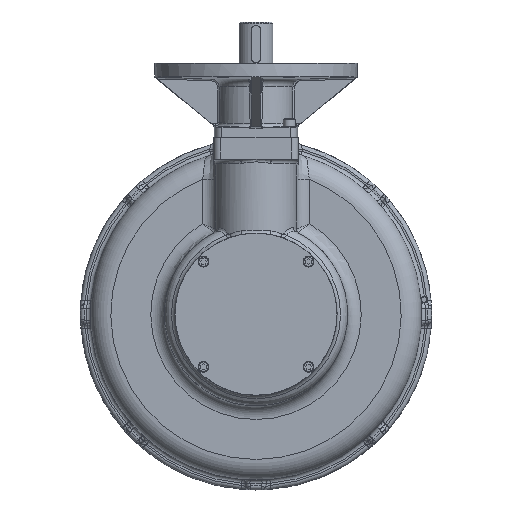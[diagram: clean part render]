
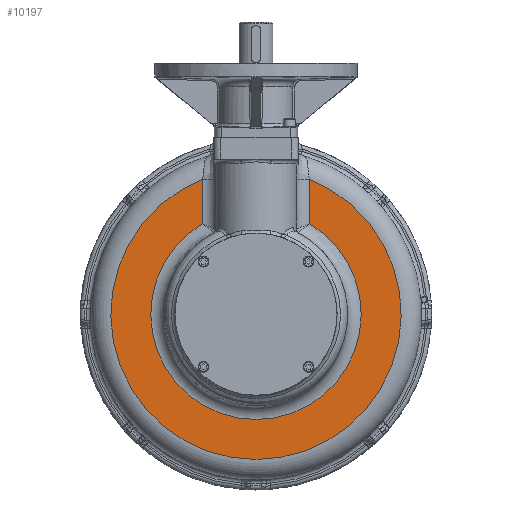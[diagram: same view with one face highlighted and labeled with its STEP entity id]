
A CAD part, top view. The second image highlights one B-rep face of the part: STEP entity #10197.
In plain terms, the highlighted planar face has unit normal (0, 0, 1).
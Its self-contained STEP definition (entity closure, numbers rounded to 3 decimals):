
#836=PLANE('',#15062);
#1358=LINE('',#32767,#1883);
#1361=LINE('',#32775,#1886);
#1883=VECTOR('',#17983,1000.);
#1886=VECTOR('',#17994,1000.);
#4523=ORIENTED_EDGE('',*,*,#6142,.T.);
#4524=ORIENTED_EDGE('',*,*,#6140,.T.);
#4525=ORIENTED_EDGE('',*,*,#6150,.T.);
#4526=ORIENTED_EDGE('',*,*,#6145,.T.);
#6140=EDGE_CURVE('',#7120,#7122,#1358,.F.);
#6142=EDGE_CURVE('',#7095,#7120,#7743,.T.);
#6145=EDGE_CURVE('',#7125,#7095,#1361,.T.);
#6150=EDGE_CURVE('',#7122,#7125,#7746,.F.);
#7095=VERTEX_POINT('',#31928);
#7120=VERTEX_POINT('',#32561);
#7122=VERTEX_POINT('',#32758);
#7125=VERTEX_POINT('',#32776);
#7743=CIRCLE('',#15054,155.789);
#7746=CIRCLE('',#15059,215.);
#8555=EDGE_LOOP('',(#4523,#4524,#4525,#4526));
#9381=FACE_BOUND('',#8555,.T.);
#10197=ADVANCED_FACE('',(#9381),#836,.F.);
#15054=AXIS2_PLACEMENT_3D('',#32770,#17987,#17988);
#15059=AXIS2_PLACEMENT_3D('',#32965,#17999,#18000);
#15062=AXIS2_PLACEMENT_3D('',#32970,#18007,#18008);
#17983=DIRECTION('',(0.,-1.,0.));
#17987=DIRECTION('',(0.,0.,-1.));
#17988=DIRECTION('',(1.,0.,0.));
#17994=DIRECTION('',(0.,-1.,0.));
#17999=DIRECTION('',(0.,0.,-1.));
#18000=DIRECTION('',(1.,0.,0.));
#18007=DIRECTION('',(0.,0.,-1.));
#18008=DIRECTION('',(1.,0.,0.));
#31928=CARTESIAN_POINT('',(79.26,-102.355,-3.3));
#32561=CARTESIAN_POINT('',(-79.26,-102.355,-3.3));
#32758=CARTESIAN_POINT('',(-79.26,-36.618,-3.3));
#32767=CARTESIAN_POINT('',(-79.26,-30.31,-3.3));
#32770=CARTESIAN_POINT('',(0.,-236.475,-3.3));
#32775=CARTESIAN_POINT('',(79.26,-114.391,-3.3));
#32776=CARTESIAN_POINT('',(79.26,-36.618,-3.3));
#32965=CARTESIAN_POINT('',(0.,-236.475,-3.3));
#32970=CARTESIAN_POINT('',(0.,-236.475,-3.3));
